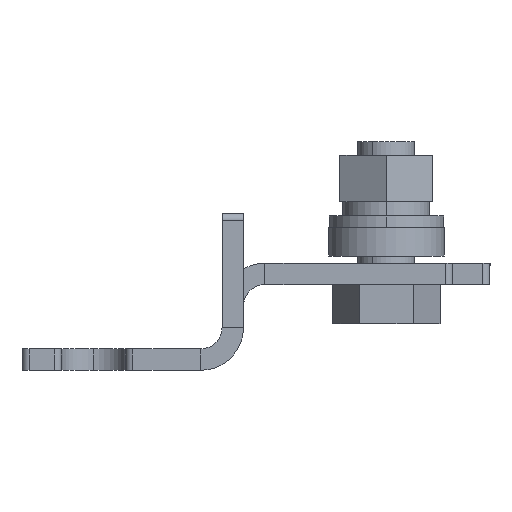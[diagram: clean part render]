
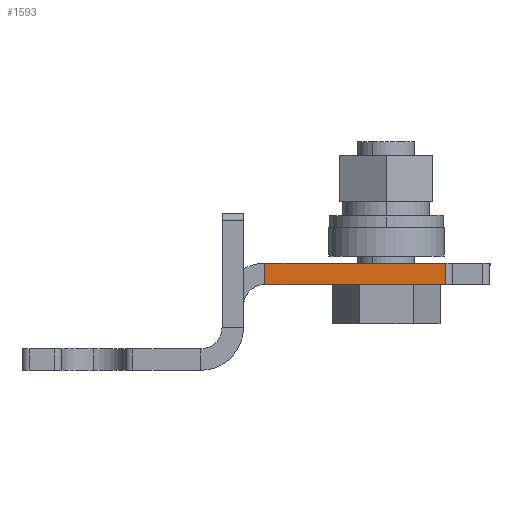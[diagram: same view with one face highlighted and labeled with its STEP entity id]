
A CAD part, left-side view. The second image highlights one B-rep face of the part: STEP entity #1593.
In plain terms, the highlighted planar face has unit normal (-1, 0, 0).
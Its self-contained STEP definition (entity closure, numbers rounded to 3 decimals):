
#398 = DIRECTION ( 'NONE',  ( 0., 0., 1. ) ) ;
#431 = EDGE_CURVE ( 'NONE', #1303, #453, #1842, .T. ) ;
#435 = ORIENTED_EDGE ( 'NONE', *, *, #2111, .F. ) ;
#453 = VERTEX_POINT ( 'NONE', #1143 ) ;
#995 = VECTOR ( 'NONE', #3536, 1000. ) ;
#1143 = CARTESIAN_POINT ( 'NONE',  ( -16., -21.5, 15. ) ) ;
#1303 = VERTEX_POINT ( 'NONE', #2263 ) ;
#1593 = ADVANCED_FACE ( 'NONE', ( #1994 ), #2506, .F. ) ;
#1756 = CARTESIAN_POINT ( 'NONE',  ( -16., -46.804, 12. ) ) ;
#1842 = LINE ( 'NONE', #5625, #5650 ) ;
#1994 = FACE_OUTER_BOUND ( 'NONE', #2562, .T. ) ;
#2111 = EDGE_CURVE ( 'NONE', #3720, #3263, #3321, .T. ) ;
#2257 = ORIENTED_EDGE ( 'NONE', *, *, #431, .T. ) ;
#2263 = CARTESIAN_POINT ( 'NONE',  ( -16., -46.804, 15. ) ) ;
#2422 = AXIS2_PLACEMENT_3D ( 'NONE', #6530, #3963, #3982 ) ;
#2506 = PLANE ( 'NONE',  #2422 ) ;
#2562 = EDGE_LOOP ( 'NONE', ( #435, #6164, #2257, #2730 ) ) ;
#2730 = ORIENTED_EDGE ( 'NONE', *, *, #5976, .T. ) ;
#3118 = EDGE_CURVE ( 'NONE', #3720, #1303, #4744, .T. ) ;
#3263 = VERTEX_POINT ( 'NONE', #4885 ) ;
#3321 = LINE ( 'NONE', #5316, #5304 ) ;
#3423 = CARTESIAN_POINT ( 'NONE',  ( -16., -46.804, 10. ) ) ;
#3536 = DIRECTION ( 'NONE',  ( 0., 0., -1. ) ) ;
#3720 = VERTEX_POINT ( 'NONE', #1756 ) ;
#3841 = LINE ( 'NONE', #5515, #995 ) ;
#3963 = DIRECTION ( 'NONE',  ( 1., 0., 0. ) ) ;
#3982 = DIRECTION ( 'NONE',  ( 0., 0., 1. ) ) ;
#4744 = LINE ( 'NONE', #3423, #5216 ) ;
#4885 = CARTESIAN_POINT ( 'NONE',  ( -16., -21.5, 12. ) ) ;
#5192 = DIRECTION ( 'NONE',  ( 0., 1., 0. ) ) ;
#5216 = VECTOR ( 'NONE', #398, 1000. ) ;
#5269 = DIRECTION ( 'NONE',  ( 0., 1., 0. ) ) ;
#5304 = VECTOR ( 'NONE', #5269, 1000. ) ;
#5316 = CARTESIAN_POINT ( 'NONE',  ( -16., -8.804, 12. ) ) ;
#5515 = CARTESIAN_POINT ( 'NONE',  ( -16., -21.5, 10. ) ) ;
#5625 = CARTESIAN_POINT ( 'NONE',  ( -16., -47.804, 15. ) ) ;
#5650 = VECTOR ( 'NONE', #5192, 1000. ) ;
#5976 = EDGE_CURVE ( 'NONE', #453, #3263, #3841, .T. ) ;
#6164 = ORIENTED_EDGE ( 'NONE', *, *, #3118, .T. ) ;
#6530 = CARTESIAN_POINT ( 'NONE',  ( -16., -47.804, 10. ) ) ;
